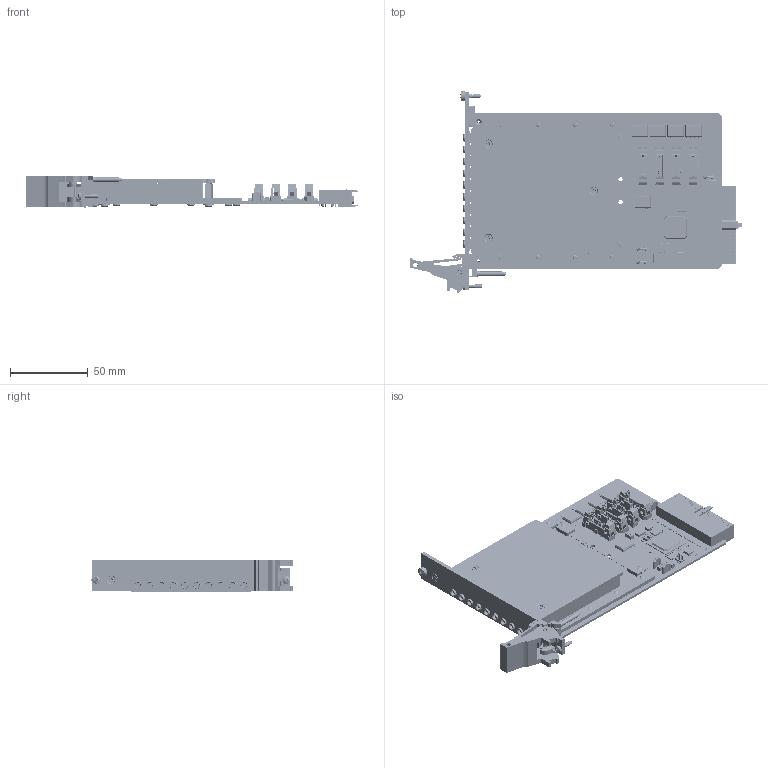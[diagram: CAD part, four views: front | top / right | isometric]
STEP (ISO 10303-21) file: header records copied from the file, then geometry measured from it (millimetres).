
FILE_DESCRIPTION (( 'STEP AP214' ), '1' );
FILE_NAME ('40-872-102 PXI 1 SLT Dual 4CH MUX 50Ohm MCX.STEP', '2013-09-12T14:19:39', ( 'admin' ), ( '' ), 'SwSTEP 2.0', 'SolidWorks 2012', '' );
FILE_SCHEMA (( 'AUTOMOTIVE_DESIGN' ));
Length unit declared in the file: millimetre
Products named in the file (1): 40-872-102 PXI 1 SLT Dual 4CH MUX 50Ohm MCX
Bounding box: 214.01 x 129.67 x 20.19 mm (x, y, z)
Surface area: 82864.9 mm2 (no closed solid volume)
Topology: 0 solids, 672 shells, 4006 faces, 18143 edges, 14191 vertices
Faces by surface type: plane 3098, cylinder 675, cone 131, torus 63, bspline 32, sphere 7
Full cylindrical faces by diameter (mm): 0.2 x1, 0.35 x1, 0.55 x3, 0.6 x110, 0.762 x21, 0.8 x4, 1.496 x2, 1.524 x8, 2 x6, 2.05 x1, 2.45 x6, 2.5 x4, 2.6 x1, 2.7 x3, 2.8 x1, 3 x3, 3.4 x10, 4.7 x4, 4.8 x10, 4.85 x13, 5 x14, 5.3 x1, 5.4 x4, 5.9 x1, 6 x1, 6.8 x3
Entity records: 233139 total; most frequent: CARTESIAN_POINT 48178, DIRECTION 27894, ORIENTED_EDGE 23887, EDGE_CURVE 17595, VERTEX_POINT 14038, VECTOR 13562, LINE 13562, AXIS2_PLACEMENT_3D 7166
